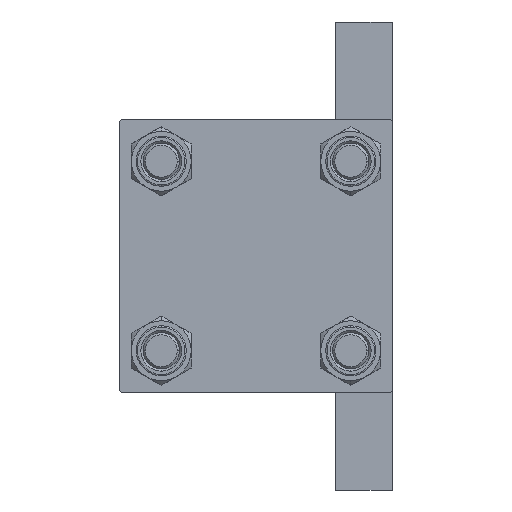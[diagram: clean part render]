
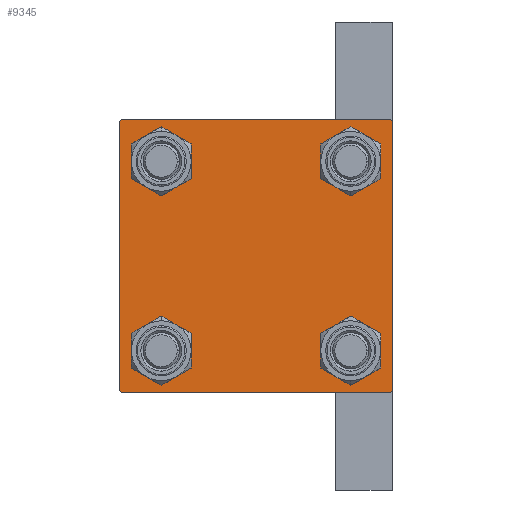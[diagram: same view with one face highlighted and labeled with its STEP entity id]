
A CAD part, left-side view. The second image highlights one B-rep face of the part: STEP entity #9345.
In plain terms, the highlighted planar face has unit normal (-1, 0, 0).
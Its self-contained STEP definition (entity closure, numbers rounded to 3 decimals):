
#629 = ORIENTED_EDGE ( 'NONE', *, *, #31775, .T. ) ;
#659 = AXIS2_PLACEMENT_3D ( 'NONE', #3396, #44723, #10973 ) ;
#780 = VERTEX_POINT ( 'NONE', #29232 ) ;
#968 = CARTESIAN_POINT ( 'NONE',  ( 0., -20.85, -16.35 ) ) ;
#1753 = CARTESIAN_POINT ( 'NONE',  ( 0., 30., 29.5 ) ) ;
#2019 = EDGE_LOOP ( 'NONE', ( #45047, #21711 ) ) ;
#2418 = FACE_OUTER_BOUND ( 'NONE', #28284, .T. ) ;
#2513 = VERTEX_POINT ( 'NONE', #41022 ) ;
#2701 = CARTESIAN_POINT ( 'NONE',  ( 0., -29.75, -29.75 ) ) ;
#2873 = ORIENTED_EDGE ( 'NONE', *, *, #32889, .T. ) ;
#3396 = CARTESIAN_POINT ( 'NONE',  ( 0., -20.85, -20.85 ) ) ;
#3457 = CARTESIAN_POINT ( 'NONE',  ( 0., 30., -29.5 ) ) ;
#3523 = CARTESIAN_POINT ( 'NONE',  ( 0., 20.85, -20.85 ) ) ;
#3767 = VERTEX_POINT ( 'NONE', #8664 ) ;
#3772 = CIRCLE ( 'NONE', #659, 4.5 ) ;
#4025 = DIRECTION ( 'NONE',  ( 0., 0.707, -0.707 ) ) ;
#4186 = DIRECTION ( 'NONE',  ( 0., 0., -1. ) ) ;
#4236 = VECTOR ( 'NONE', #4186, 1000. ) ;
#4381 = AXIS2_PLACEMENT_3D ( 'NONE', #37051, #43918, #36574 ) ;
#4878 = AXIS2_PLACEMENT_3D ( 'NONE', #23969, #28124, #20533 ) ;
#4937 = LINE ( 'NONE', #16886, #22116 ) ;
#5382 = FACE_BOUND ( 'NONE', #2019, .T. ) ;
#5425 = DIRECTION ( 'NONE',  ( 0., 0., 1. ) ) ;
#5619 = FACE_BOUND ( 'NONE', #16111, .T. ) ;
#6313 = VERTEX_POINT ( 'NONE', #12526 ) ;
#6572 = LINE ( 'NONE', #10727, #17796 ) ;
#6846 = CIRCLE ( 'NONE', #33418, 4.5 ) ;
#7233 = DIRECTION ( 'NONE',  ( 1., 0., 0. ) ) ;
#7316 = ORIENTED_EDGE ( 'NONE', *, *, #10704, .T. ) ;
#7425 = DIRECTION ( 'NONE',  ( 0., 0., 1. ) ) ;
#7474 = LINE ( 'NONE', #14331, #26450 ) ;
#7573 = VERTEX_POINT ( 'NONE', #28015 ) ;
#8287 = VERTEX_POINT ( 'NONE', #1753 ) ;
#8319 = CARTESIAN_POINT ( 'NONE',  ( 0., 29.75, -29.75 ) ) ;
#8664 = CARTESIAN_POINT ( 'NONE',  ( 0., -30., 29.5 ) ) ;
#9040 = FACE_BOUND ( 'NONE', #11873, .T. ) ;
#9135 = ORIENTED_EDGE ( 'NONE', *, *, #30907, .T. ) ;
#9345 = ADVANCED_FACE ( 'NONE', ( #9040, #5619, #46933, #5382, #2418 ), #21014, .T. ) ;
#9592 = VERTEX_POINT ( 'NONE', #44231 ) ;
#9932 = DIRECTION ( 'NONE',  ( 1., 0., 0. ) ) ;
#10378 = VECTOR ( 'NONE', #13222, 1000. ) ;
#10704 = EDGE_CURVE ( 'NONE', #42574, #780, #21290, .T. ) ;
#10727 = CARTESIAN_POINT ( 'NONE',  ( 0., 30., 30. ) ) ;
#10973 = DIRECTION ( 'NONE',  ( 0., 0., 1. ) ) ;
#11151 = DIRECTION ( 'NONE',  ( 0., 0., -1. ) ) ;
#11535 = EDGE_CURVE ( 'NONE', #25384, #8287, #4937, .T. ) ;
#11825 = DIRECTION ( 'NONE',  ( 1., 0., 0. ) ) ;
#11873 = EDGE_LOOP ( 'NONE', ( #25159, #13796 ) ) ;
#12223 = CARTESIAN_POINT ( 'NONE',  ( 0., 20.85, 20.85 ) ) ;
#12526 = CARTESIAN_POINT ( 'NONE',  ( 0., 20.85, 16.35 ) ) ;
#13084 = DIRECTION ( 'NONE',  ( 0., 0., 1. ) ) ;
#13222 = DIRECTION ( 'NONE',  ( 0., -0.707, 0.707 ) ) ;
#13389 = CARTESIAN_POINT ( 'NONE',  ( 0., -20.85, -25.35 ) ) ;
#13744 = VERTEX_POINT ( 'NONE', #3457 ) ;
#13796 = ORIENTED_EDGE ( 'NONE', *, *, #26242, .T. ) ;
#14331 = CARTESIAN_POINT ( 'NONE',  ( 0., 30., 30. ) ) ;
#14699 = CARTESIAN_POINT ( 'NONE',  ( 0., -30., 30. ) ) ;
#15523 = DIRECTION ( 'NONE',  ( 0., -1., 0. ) ) ;
#16111 = EDGE_LOOP ( 'NONE', ( #33260, #21642 ) ) ;
#16613 = DIRECTION ( 'NONE',  ( 1., 0., 0. ) ) ;
#16886 = CARTESIAN_POINT ( 'NONE',  ( 0., 29.75, 29.75 ) ) ;
#17402 = EDGE_CURVE ( 'NONE', #3767, #780, #33542, .T. ) ;
#17750 = VERTEX_POINT ( 'NONE', #25682 ) ;
#17796 = VECTOR ( 'NONE', #21259, 1000. ) ;
#17886 = DIRECTION ( 'NONE',  ( 1., 0., 0. ) ) ;
#18427 = CIRCLE ( 'NONE', #4381, 4.5 ) ;
#18430 = AXIS2_PLACEMENT_3D ( 'NONE', #3523, #11825, #7425 ) ;
#18477 = DIRECTION ( 'NONE',  ( 0., 0., 1. ) ) ;
#19990 = AXIS2_PLACEMENT_3D ( 'NONE', #40516, #7233, #18477 ) ;
#20004 = ORIENTED_EDGE ( 'NONE', *, *, #11535, .T. ) ;
#20125 = CARTESIAN_POINT ( 'NONE',  ( 0., -29.75, 29.75 ) ) ;
#20338 = VERTEX_POINT ( 'NONE', #33526 ) ;
#20339 = CARTESIAN_POINT ( 'NONE',  ( 0., 20.85, 20.85 ) ) ;
#20436 = CARTESIAN_POINT ( 'NONE',  ( 0., 20.85, -20.85 ) ) ;
#20533 = DIRECTION ( 'NONE',  ( 0., 0., 1. ) ) ;
#21014 = PLANE ( 'NONE',  #4878 ) ;
#21259 = DIRECTION ( 'NONE',  ( 0., -1., 0. ) ) ;
#21290 = LINE ( 'NONE', #2701, #10378 ) ;
#21430 = DIRECTION ( 'NONE',  ( 0., 0., 1. ) ) ;
#21642 = ORIENTED_EDGE ( 'NONE', *, *, #31465, .T. ) ;
#21711 = ORIENTED_EDGE ( 'NONE', *, *, #30408, .T. ) ;
#21884 = CARTESIAN_POINT ( 'NONE',  ( 0., -29.5, -30. ) ) ;
#22116 = VECTOR ( 'NONE', #4025, 1000. ) ;
#22238 = VERTEX_POINT ( 'NONE', #968 ) ;
#23969 = CARTESIAN_POINT ( 'NONE',  ( 0., 0., 0. ) ) ;
#23972 = DIRECTION ( 'NONE',  ( 0., 0., 1. ) ) ;
#24495 = DIRECTION ( 'NONE',  ( 1., 0., 0. ) ) ;
#24734 = EDGE_CURVE ( 'NONE', #30156, #6313, #36484, .T. ) ;
#25159 = ORIENTED_EDGE ( 'NONE', *, *, #31855, .T. ) ;
#25384 = VERTEX_POINT ( 'NONE', #30627 ) ;
#25645 = CIRCLE ( 'NONE', #28743, 4.5 ) ;
#25682 = CARTESIAN_POINT ( 'NONE',  ( 0., 20.85, -25.35 ) ) ;
#26242 = EDGE_CURVE ( 'NONE', #20338, #44852, #6846, .T. ) ;
#26450 = VECTOR ( 'NONE', #11151, 1000. ) ;
#26985 = EDGE_CURVE ( 'NONE', #25384, #7573, #6572, .T. ) ;
#27375 = ORIENTED_EDGE ( 'NONE', *, *, #41749, .T. ) ;
#27717 = EDGE_CURVE ( 'NONE', #3767, #7573, #43535, .T. ) ;
#27794 = CIRCLE ( 'NONE', #19990, 4.5 ) ;
#27946 = CARTESIAN_POINT ( 'NONE',  ( 0., 20.85, 25.35 ) ) ;
#28015 = CARTESIAN_POINT ( 'NONE',  ( 0., -29.5, 30. ) ) ;
#28022 = VECTOR ( 'NONE', #39868, 1000. ) ;
#28124 = DIRECTION ( 'NONE',  ( -1., 0., 0. ) ) ;
#28284 = EDGE_LOOP ( 'NONE', ( #629, #45337, #9135, #7316, #37779, #38366, #47068, #20004 ) ) ;
#28743 = AXIS2_PLACEMENT_3D ( 'NONE', #12223, #16613, #23972 ) ;
#29232 = CARTESIAN_POINT ( 'NONE',  ( 0., -30., -29.5 ) ) ;
#29634 = VECTOR ( 'NONE', #33770, 1000. ) ;
#30156 = VERTEX_POINT ( 'NONE', #27946 ) ;
#30408 = EDGE_CURVE ( 'NONE', #6313, #30156, #25645, .T. ) ;
#30627 = CARTESIAN_POINT ( 'NONE',  ( 0., 29.5, 30. ) ) ;
#30907 = EDGE_CURVE ( 'NONE', #9592, #42574, #45375, .T. ) ;
#31465 = EDGE_CURVE ( 'NONE', #42234, #22238, #3772, .T. ) ;
#31775 = EDGE_CURVE ( 'NONE', #8287, #13744, #7474, .T. ) ;
#31855 = EDGE_CURVE ( 'NONE', #44852, #20338, #27794, .T. ) ;
#32508 = CARTESIAN_POINT ( 'NONE',  ( 0., -20.85, 25.35 ) ) ;
#32889 = EDGE_CURVE ( 'NONE', #17750, #2513, #34829, .T. ) ;
#33260 = ORIENTED_EDGE ( 'NONE', *, *, #37007, .T. ) ;
#33418 = AXIS2_PLACEMENT_3D ( 'NONE', #40021, #9932, #21430 ) ;
#33424 = CIRCLE ( 'NONE', #41219, 4.5 ) ;
#33526 = CARTESIAN_POINT ( 'NONE',  ( 0., -20.85, 16.35 ) ) ;
#33542 = LINE ( 'NONE', #14699, #4236 ) ;
#33770 = DIRECTION ( 'NONE',  ( 0., -0.707, -0.707 ) ) ;
#34149 = AXIS2_PLACEMENT_3D ( 'NONE', #20339, #24495, #5425 ) ;
#34829 = CIRCLE ( 'NONE', #18430, 4.5 ) ;
#36484 = CIRCLE ( 'NONE', #34149, 4.5 ) ;
#36574 = DIRECTION ( 'NONE',  ( 0., 0., 1. ) ) ;
#37007 = EDGE_CURVE ( 'NONE', #22238, #42234, #18427, .T. ) ;
#37051 = CARTESIAN_POINT ( 'NONE',  ( 0., -20.85, -20.85 ) ) ;
#37779 = ORIENTED_EDGE ( 'NONE', *, *, #17402, .F. ) ;
#38280 = CARTESIAN_POINT ( 'NONE',  ( 0., 30., -30. ) ) ;
#38366 = ORIENTED_EDGE ( 'NONE', *, *, #27717, .T. ) ;
#39868 = DIRECTION ( 'NONE',  ( 0., 0.707, 0.707 ) ) ;
#40021 = CARTESIAN_POINT ( 'NONE',  ( 0., -20.85, 20.85 ) ) ;
#40516 = CARTESIAN_POINT ( 'NONE',  ( 0., -20.85, 20.85 ) ) ;
#41022 = CARTESIAN_POINT ( 'NONE',  ( 0., 20.85, -16.35 ) ) ;
#41219 = AXIS2_PLACEMENT_3D ( 'NONE', #20436, #17886, #13084 ) ;
#41749 = EDGE_CURVE ( 'NONE', #2513, #17750, #33424, .T. ) ;
#41843 = LINE ( 'NONE', #8319, #29634 ) ;
#42234 = VERTEX_POINT ( 'NONE', #13389 ) ;
#42574 = VERTEX_POINT ( 'NONE', #21884 ) ;
#43535 = LINE ( 'NONE', #20125, #28022 ) ;
#43918 = DIRECTION ( 'NONE',  ( 1., 0., 0. ) ) ;
#44231 = CARTESIAN_POINT ( 'NONE',  ( 0., 29.5, -30. ) ) ;
#44633 = EDGE_CURVE ( 'NONE', #13744, #9592, #41843, .T. ) ;
#44723 = DIRECTION ( 'NONE',  ( 1., 0., 0. ) ) ;
#44852 = VERTEX_POINT ( 'NONE', #32508 ) ;
#45047 = ORIENTED_EDGE ( 'NONE', *, *, #24734, .T. ) ;
#45337 = ORIENTED_EDGE ( 'NONE', *, *, #44633, .T. ) ;
#45375 = LINE ( 'NONE', #38280, #48267 ) ;
#46933 = FACE_BOUND ( 'NONE', #48262, .T. ) ;
#47068 = ORIENTED_EDGE ( 'NONE', *, *, #26985, .F. ) ;
#48262 = EDGE_LOOP ( 'NONE', ( #27375, #2873 ) ) ;
#48267 = VECTOR ( 'NONE', #15523, 1000. ) ;
